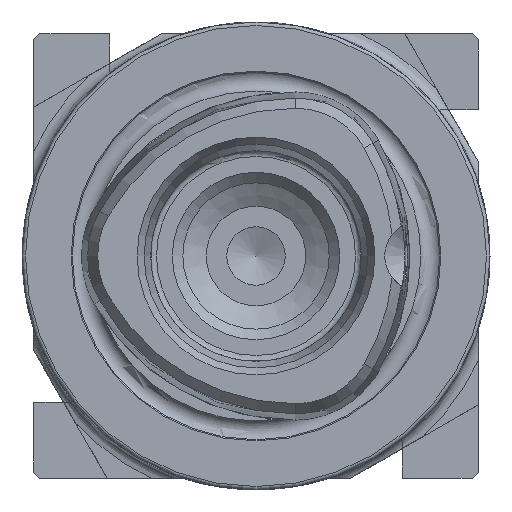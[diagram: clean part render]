
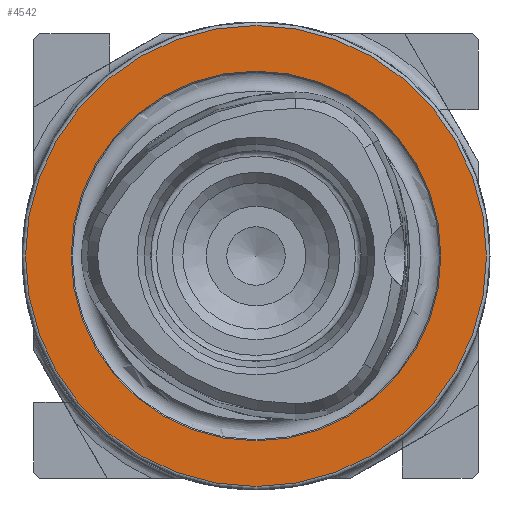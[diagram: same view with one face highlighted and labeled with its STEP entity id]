
A CAD part, left-side view. The second image highlights one B-rep face of the part: STEP entity #4542.
In plain terms, the highlighted planar face has unit normal (-1, 0, 0).
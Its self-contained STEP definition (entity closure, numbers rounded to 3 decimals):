
#17 = CARTESIAN_POINT ( 'NONE',  ( 0., 0., 15.8 ) ) ;
#51 = CARTESIAN_POINT ( 'NONE',  ( 0., 0., 19.7 ) ) ;
#136 = CIRCLE ( 'NONE', #4594, 15.8 ) ;
#576 = FACE_OUTER_BOUND ( 'NONE', #5747, .T. ) ;
#889 = CIRCLE ( 'NONE', #6848, 19.7 ) ;
#1567 = DIRECTION ( 'NONE',  ( -1., 0., 0. ) ) ;
#1910 = DIRECTION ( 'NONE',  ( 0., 0., 1. ) ) ;
#2057 = PLANE ( 'NONE',  #6213 ) ;
#2245 = VERTEX_POINT ( 'NONE', #17 ) ;
#2592 = DIRECTION ( 'NONE',  ( 0., 0., -1. ) ) ;
#3119 = EDGE_CURVE ( 'NONE', #3760, #3760, #889, .T. ) ;
#3457 = EDGE_LOOP ( 'NONE', ( #3573 ) ) ;
#3573 = ORIENTED_EDGE ( 'NONE', *, *, #6201, .F. ) ;
#3606 = CARTESIAN_POINT ( 'NONE',  ( 0., 0., 0. ) ) ;
#3652 = CARTESIAN_POINT ( 'NONE',  ( 0., 0., 0. ) ) ;
#3760 = VERTEX_POINT ( 'NONE', #51 ) ;
#4138 = ORIENTED_EDGE ( 'NONE', *, *, #3119, .T. ) ;
#4542 = ADVANCED_FACE ( 'NONE', ( #6342, #576 ), #2057, .F. ) ;
#4594 = AXIS2_PLACEMENT_3D ( 'NONE', #3606, #6231, #1910 ) ;
#4650 = CARTESIAN_POINT ( 'NONE',  ( 0., 15.8, 0. ) ) ;
#5747 = EDGE_LOOP ( 'NONE', ( #4138 ) ) ;
#6199 = DIRECTION ( 'NONE',  ( 1., 0., 0. ) ) ;
#6201 = EDGE_CURVE ( 'NONE', #2245, #2245, #136, .T. ) ;
#6213 = AXIS2_PLACEMENT_3D ( 'NONE', #4650, #6199, #2592 ) ;
#6231 = DIRECTION ( 'NONE',  ( -1., 0., 0. ) ) ;
#6342 = FACE_BOUND ( 'NONE', #3457, .T. ) ;
#6444 = DIRECTION ( 'NONE',  ( 0., 0., 1. ) ) ;
#6848 = AXIS2_PLACEMENT_3D ( 'NONE', #3652, #1567, #6444 ) ;
